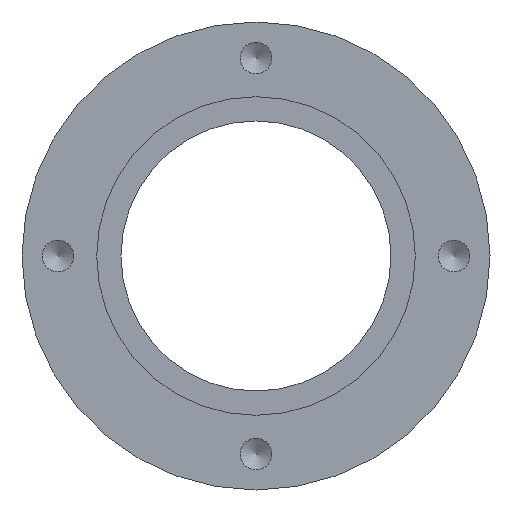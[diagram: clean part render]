
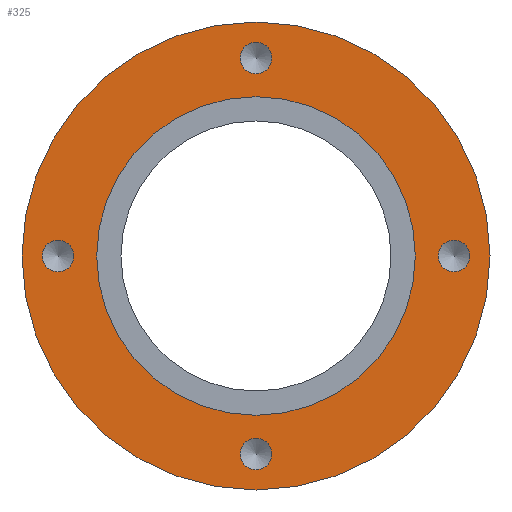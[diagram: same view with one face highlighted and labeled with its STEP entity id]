
A CAD part, left-side view. The second image highlights one B-rep face of the part: STEP entity #325.
In plain terms, the highlighted planar face has unit normal (-1, 0, 0).
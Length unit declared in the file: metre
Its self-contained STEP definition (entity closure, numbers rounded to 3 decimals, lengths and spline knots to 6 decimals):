
#33=PLANE('',#377);
#48=ORIENTED_EDGE('',*,*,#103,.T.);
#49=ORIENTED_EDGE('',*,*,#104,.T.);
#50=ORIENTED_EDGE('',*,*,#105,.T.);
#51=ORIENTED_EDGE('',*,*,#106,.T.);
#52=ORIENTED_EDGE('',*,*,#107,.F.);
#53=ORIENTED_EDGE('',*,*,#95,.F.);
#95=EDGE_CURVE('',#123,#123,#161,.T.);
#103=EDGE_CURVE('',#131,#131,#169,.T.);
#104=EDGE_CURVE('',#132,#132,#170,.T.);
#105=EDGE_CURVE('',#133,#133,#171,.T.);
#106=EDGE_CURVE('',#134,#134,#172,.T.);
#107=EDGE_CURVE('',#135,#135,#173,.T.);
#123=VERTEX_POINT('',#543);
#131=VERTEX_POINT('',#561);
#132=VERTEX_POINT('',#563);
#133=VERTEX_POINT('',#565);
#134=VERTEX_POINT('',#567);
#135=VERTEX_POINT('',#569);
#161=CIRCLE('',#368,0.065);
#169=CIRCLE('',#378,0.0044);
#170=CIRCLE('',#379,0.0044);
#171=CIRCLE('',#380,0.0044);
#172=CIRCLE('',#381,0.0044);
#173=CIRCLE('',#382,0.04425);
#198=EDGE_LOOP('',(#48));
#199=EDGE_LOOP('',(#49));
#200=EDGE_LOOP('',(#50));
#201=EDGE_LOOP('',(#51));
#202=EDGE_LOOP('',(#52));
#203=EDGE_LOOP('',(#53));
#254=FACE_BOUND('',#198,.T.);
#255=FACE_BOUND('',#199,.T.);
#256=FACE_BOUND('',#200,.T.);
#257=FACE_BOUND('',#201,.T.);
#258=FACE_BOUND('',#202,.T.);
#259=FACE_BOUND('',#203,.T.);
#325=ADVANCED_FACE('',(#254,#255,#256,#257,#258,#259),#33,.F.);
#368=AXIS2_PLACEMENT_3D('',#542,#431,#432);
#377=AXIS2_PLACEMENT_3D('',#559,#449,#450);
#378=AXIS2_PLACEMENT_3D('',#560,#451,#452);
#379=AXIS2_PLACEMENT_3D('',#562,#453,#454);
#380=AXIS2_PLACEMENT_3D('',#564,#455,#456);
#381=AXIS2_PLACEMENT_3D('',#566,#457,#458);
#382=AXIS2_PLACEMENT_3D('',#568,#459,#460);
#431=DIRECTION('',(1.,0.,0.));
#432=DIRECTION('',(0.,0.,-1.));
#449=DIRECTION('',(1.,0.,0.));
#450=DIRECTION('',(0.,1.,0.));
#451=DIRECTION('',(1.,0.,0.));
#452=DIRECTION('',(0.,0.,-1.));
#453=DIRECTION('',(1.,0.,0.));
#454=DIRECTION('',(0.,0.,-1.));
#455=DIRECTION('',(1.,0.,0.));
#456=DIRECTION('',(0.,0.,-1.));
#457=DIRECTION('',(1.,0.,0.));
#458=DIRECTION('',(0.,0.,-1.));
#459=DIRECTION('',(-1.,0.,0.));
#460=DIRECTION('',(0.,0.,1.));
#542=CARTESIAN_POINT('',(0.,0.,0.));
#543=CARTESIAN_POINT('',(0.,0.,-0.065));
#559=CARTESIAN_POINT('',(0.,0.,0.));
#560=CARTESIAN_POINT('',(0.,0.,-0.055));
#561=CARTESIAN_POINT('',(0.,0.,-0.0594));
#562=CARTESIAN_POINT('',(0.,-0.055,0.));
#563=CARTESIAN_POINT('',(0.,-0.055,-0.0044));
#564=CARTESIAN_POINT('',(0.,0.,0.055));
#565=CARTESIAN_POINT('',(0.,0.,0.0506));
#566=CARTESIAN_POINT('',(0.,0.055,0.));
#567=CARTESIAN_POINT('',(0.,0.055,-0.0044));
#568=CARTESIAN_POINT('',(0.,0.,0.));
#569=CARTESIAN_POINT('',(0.,0.,0.04425));
